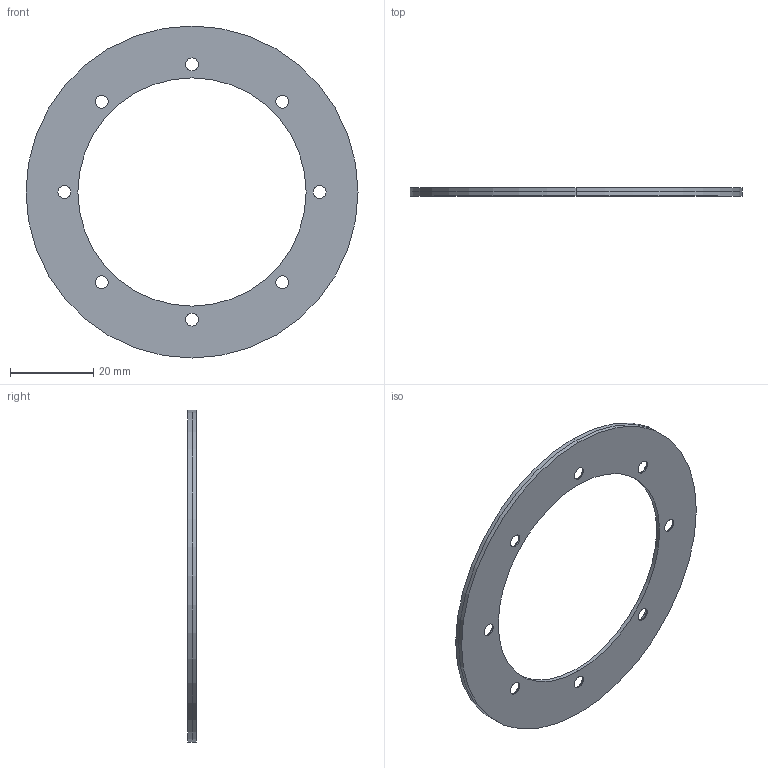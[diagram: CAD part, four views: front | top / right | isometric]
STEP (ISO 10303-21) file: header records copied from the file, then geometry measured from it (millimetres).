
FILE_DESCRIPTION (( 'STEP AP203' ), '1' );
FILE_NAME ('MR080N.STEP', '2016-10-28T06:09:02', ( '' ), ( '' ), 'SwSTEP 2.0', 'SolidWorks 2016', '' );
FILE_SCHEMA (( 'CONFIG_CONTROL_DESIGN' ));
Length unit declared in the file: millimetre
Products named in the file (1): MR080N
Bounding box: 80 x 2 x 80 mm (x, y, z)
Volume: 3959.8 mm3; surface area: 8909 mm2
Topology: 2 solids, 2 shells, 44 faces, 104 edges, 64 vertices
Faces by surface type: cylinder 24, cone 16, plane 4
Entity records: 1399 total; most frequent: DIRECTION 258, CARTESIAN_POINT 213, ORIENTED_EDGE 208, AXIS2_PLACEMENT_3D 109, EDGE_CURVE 104, VERTEX_POINT 64, CIRCLE 64, EDGE_LOOP 64
